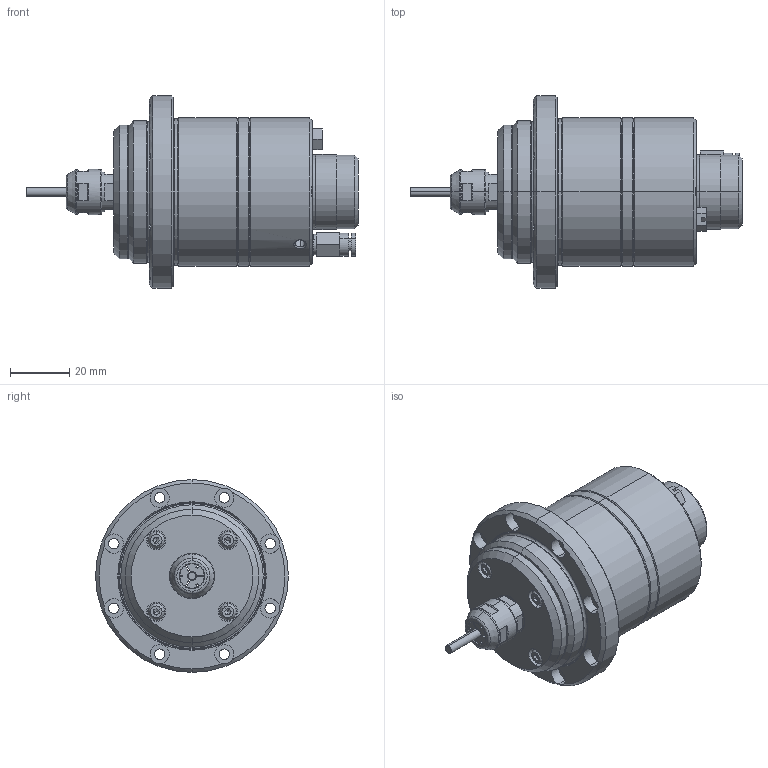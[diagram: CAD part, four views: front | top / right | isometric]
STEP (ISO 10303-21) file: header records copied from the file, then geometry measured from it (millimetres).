
FILE_DESCRIPTION (( 'STEP AP203' ), '1' );
FILE_NAME ('NRAF-5080-qq--(外観図).STEP', '2019-03-08T07:34:40', ( '' ), ( '' ), 'SwSTEP 2.0', 'SolidWorks 2013', '' );
FILE_SCHEMA (( 'CONFIG_CONTROL_DESIGN' ));
Length unit declared in the file: millimetre
Products named in the file (1): NRAF-5080-qq--(外観図)
Bounding box: 111.87 x 65 x 65 mm (x, y, z)
Surface area: 27042.4 mm2 (no closed solid volume)
Topology: 0 solids, 24 shells, 346 faces, 1054 edges, 728 vertices
Faces by surface type: plane 144, cylinder 100, cone 74, torus 26, bspline 2
Entity records: 13187 total; most frequent: CARTESIAN_POINT 3593, DIRECTION 2093, ORIENTED_EDGE 1754, EDGE_CURVE 1046, AXIS2_PLACEMENT_3D 786, VERTEX_POINT 728, VECTOR 521, LINE 521
